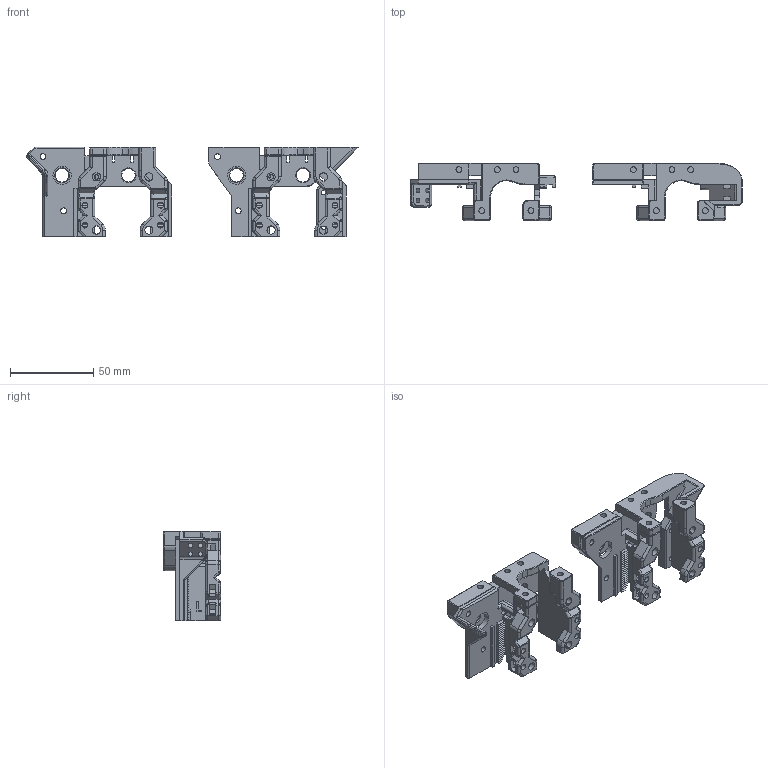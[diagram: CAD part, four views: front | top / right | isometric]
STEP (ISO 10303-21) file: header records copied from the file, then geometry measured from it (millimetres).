
FILE_DESCRIPTION(/* description */ (''),/* implementation_level */ '2;1');
FILE_NAME(/* name */ 'Hydra Ender 3 & 5 Duct Base MK_4_19_FF Thread Inserts.step',/* time_stamp */ '2020-01-22T20:51:43+00:00',/* author */ (''),/* organization */ (''),/* preprocessor_version */ 'ST-DEVELOPER v18',/* originating_system */ 'Autodesk Translation Framework v8.12.0.6',/* authorisation */ '');
FILE_SCHEMA (('AUTOMOTIVE_DESIGN { 1 0 10303 214 3 1 1 }'));
Products named in the file (1): Base Unit step file temp
Bounding box: 199.71 x 34.46 x 53.83 mm (x, y, z)
Volume: 64836.1 mm3; surface area: 42219 mm2
Topology: 4 solids, 12 shells, 1739 faces, 4800 edges, 3076 vertices
Faces by surface type: plane 822, bspline 524, cylinder 300, cone 49, torus 34, sphere 10
Full cylindrical faces by diameter (mm): 2.7 x2, 2.75 x2, 3.5 x50, 6 x2, 8.15 x4, 11 x2
Entity records: 60519 total; most frequent: CARTESIAN_POINT 19022, ORIENTED_EDGE 9570, DIRECTION 6965, EDGE_CURVE 4785, VERTEX_POINT 3076, LINE 3075, VECTOR 3075, AXIS2_PLACEMENT_3D 1945
